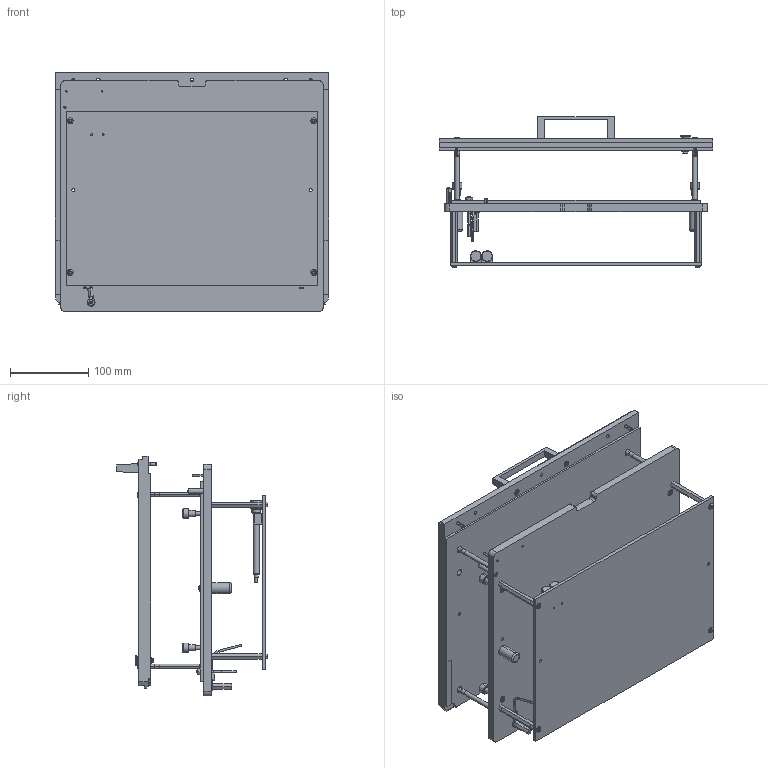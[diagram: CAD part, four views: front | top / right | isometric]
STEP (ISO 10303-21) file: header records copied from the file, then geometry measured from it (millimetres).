
FILE_DESCRIPTION (( 'STEP AP214' ), '1' );
FILE_NAME ('46250-KIT~2.STEP', '2019-09-19T09:28:37', ( '' ), ( '' ), 'SwSTEP 2.0', 'SolidWorks 2018', '' );
FILE_SCHEMA (( 'AUTOMOTIVE_DESIGN' ));
Length unit declared in the file: millimetre
Products named in the file (41): 43627~0_Hub 22,5mm<Standard>; DIN7991~n_M03,0x020; 53731~0; DIN7991~n_M03,0x006; GKS-114-0015~-g-k-s_Hub = 08,0 <S>; 46251~1_ICT Stellung (kontaktiert) <S>; DIN7979~n_04,0m6x020M3; ISO7380~n_M04,0x012; 41899~3_flexiebel <S>; 47906~1_f〉 NSRL-Ausbau ohne Platte <Default>; 45709~1_S; 3699~0_zwei <Standard>; KS-113-Master~-k-s_KS-113 23; 46015~1_ohne Transportschrauben <S>; DIN934~n_M03,0; SKB-II~-s-k-i-i_M4,0x25 St; ISO7380~n_M04,0x020; 1607~1; 46869~0_S; 14846~0_S; 48213~0_S; 48840~0_S; 46250-KIT~2; 41367~5_S; 2196~6; 19141~0_S; DIN6325~n_06,0m6x030; 45711~1; DIN6325~n_03,0m6x016; 3917~3_M 3 A; 41369~1_S; DIN6325~n_03,0m6x024; SKB-II~-s-k-i-i_M4,0x65 St; 5015~0; ISO7380~n_M03,0x006; 46009~4; 46249~0_S; DIN912~n_M04,0x016; 45715~3_S; 2229~6 ...
Assembly tree (73 placements, depth 4):
  46250-KIT~2
    46251~1_ICT Stellung (kontaktiert) <S>
      41899~3_flexiebel <S>
        KS-113-Master~-k-s_KS-113 23
        GKS-114-0015~-g-k-s_Hub = 08,0 <S>
        53731~0
        3917~3_M 3 A
      46249~0_S
        46009~4
      45709~1_S
      45711~1
      43627~0_Hub 22,5mm<Standard>  x4
      2196~6  x2
      2229~6  x2
      46869~0_S  x4
      48840~0_S
        19141~0_S
        14846~0_S
      5015~0
      3699~0_zwei <Standard>
      SKB-II~-s-k-i-i_M4,0x25 St
      SKB-II~-s-k-i-i_M4,0x65 St  x4
      ISO7380~n_M04,0x012  x11
      DIN6325~n_03,0m6x016
      DIN6325~n_03,0m6x024
      DIN6325~n_06,0m6x030
      DIN7991~n_M03,0x006  x2
      41367~5_S  x2
    46015~1_ohne Transportschrauben <S>
      47906~1_f〉 NSRL-Ausbau ohne Platte <Default>
        41369~1_S  x4
        5015~0
        DIN7979~n_04,0m6x020M3  x2
        1607~1
        48213~0_S
        9286~0
        ISO7380~n_M04,0x020  x4
        DIN7991~n_M03,0x020
        DIN934~n_M03,0
        ISO7380~n_M03,0x006  x2
        DIN912~n_M04,0x016  x2
      45715~3_S
Bounding box: 350 x 192.45 x 307 mm (x, y, z)
Volume: 3171429 mm3; surface area: 820230.8 mm2
Topology: 79 solids, 79 shells, 2833 faces, 6628 edges, 4283 vertices
Faces by surface type: plane 1452, cylinder 943, cone 302, torus 108, sphere 20, bspline 8
Entity records: 69209 total; most frequent: CARTESIAN_POINT 12788, DIRECTION 10851, ORIENTED_EDGE 9610, EDGE_CURVE 4805, AXIS2_PLACEMENT_3D 3995, VERTEX_POINT 3150, LINE 2861, VECTOR 2861
